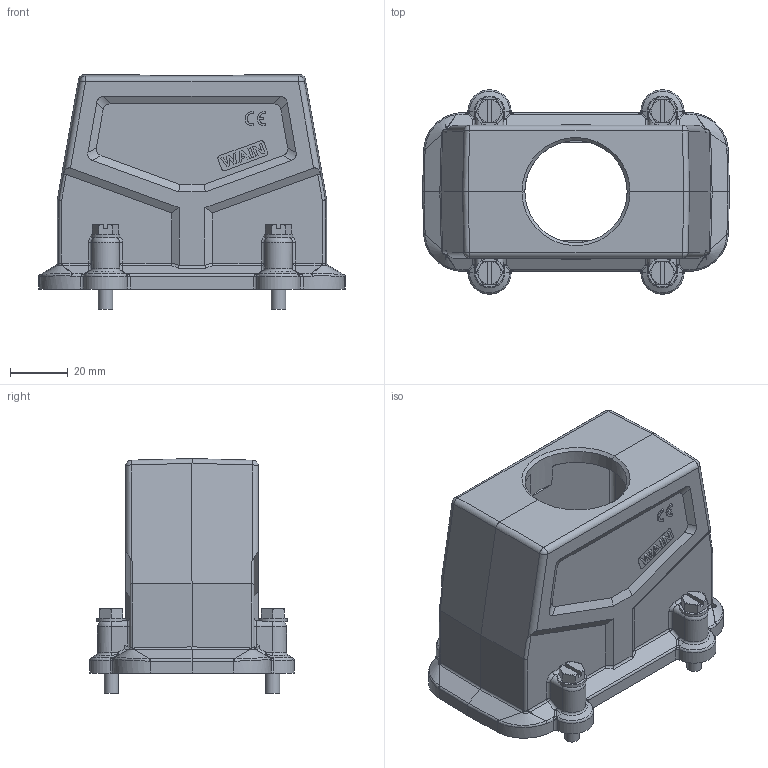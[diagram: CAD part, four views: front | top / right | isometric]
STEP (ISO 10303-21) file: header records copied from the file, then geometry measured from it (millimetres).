
FILE_DESCRIPTION(/* description */ (''),/* implementation_level */ '2;1');
FILE_NAME(/* name */ '3D_1112164305002_EMC.W16B-TEH-4S-PG29_V1.0_stp.stp',/* time_stamp */ '2024-03-18T16:51:27+08:00',/* author */ (''),/* organization */ (''),/* preprocessor_version */ 'ST-DEVELOPER v18.1',/* originating_system */ 'SIEMENS PLM Software NX 1980',/* authorisation */ '');
FILE_SCHEMA (('AUTOMOTIVE_DESIGN { 1 0 10303 214 3 1 1 1 }'));
Length unit declared in the file: millimetre
Products named in the file (1): 3D_1112164305002_EMC.W16B-TEH-4S-PG29_V1.0_stp
Bounding box: 106.5 x 71 x 81.5 mm (x, y, z)
Volume: 108043.5 mm3; surface area: 48702.7 mm2
Topology: 1 solids, 5 shells, 689 faces, 1718 edges, 1056 vertices
Faces by surface type: plane 276, cylinder 196, bspline 93, torus 50, cone 46, sphere 28
Full cylindrical faces by diameter (mm): 5 x8, 5.4 x4, 10 x4, 35.5 x1
Entity records: 22563 total; most frequent: CARTESIAN_POINT 6988, ORIENTED_EDGE 3282, DIRECTION 3123, EDGE_CURVE 1641, AXIS2_PLACEMENT_3D 1141, VERTEX_POINT 1031, LINE 841, VECTOR 841
